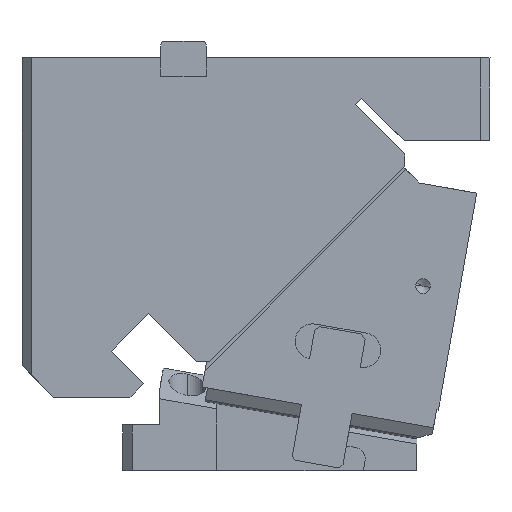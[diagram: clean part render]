
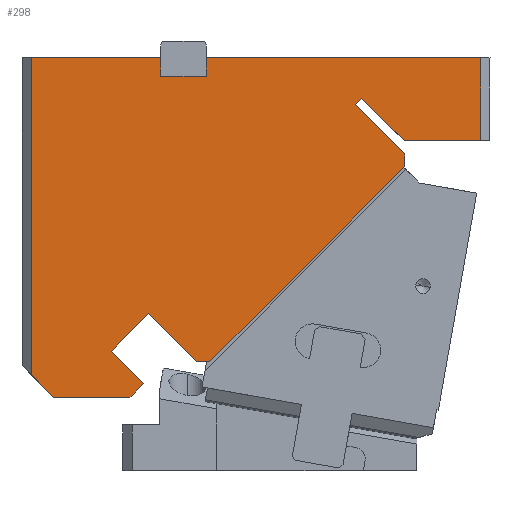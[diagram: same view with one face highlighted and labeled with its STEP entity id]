
A CAD part, front view. The second image highlights one B-rep face of the part: STEP entity #298.
In plain terms, the highlighted planar face has unit normal (0, -1, 0).
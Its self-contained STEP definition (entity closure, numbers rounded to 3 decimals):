
#117=CARTESIAN_POINT('Vertex',(-41.549,-42.5,77.662)) ;
#120=CARTESIAN_POINT('Line Origine',(-41.549,-42.5,74.127)) ;
#124=CARTESIAN_POINT('Vertex',(-41.549,-42.5,70.591)) ;
#140=CARTESIAN_POINT('Axis2P3D Location',(-250.,-42.5,130.)) ;
#145=CARTESIAN_POINT('Line Origine',(-94.582,-42.5,17.558)) ;
#149=CARTESIAN_POINT('Vertex',(-147.615,-42.5,-35.475)) ;
#152=CARTESIAN_POINT('Line Origine',(-54.984,-42.5,91.097)) ;
#156=CARTESIAN_POINT('Vertex',(-68.42,-42.5,104.532)) ;
#159=CARTESIAN_POINT('Line Origine',(-66.652,-42.5,106.3)) ;
#163=CARTESIAN_POINT('Vertex',(-64.884,-42.5,108.068)) ;
#166=CARTESIAN_POINT('Line Origine',(-53.35,-42.5,96.534)) ;
#170=CARTESIAN_POINT('Vertex',(-41.816,-42.5,85.)) ;
#173=CARTESIAN_POINT('Line Origine',(-20.908,-42.5,85.)) ;
#177=CARTESIAN_POINT('Vertex',(0.,-42.5,85.)) ;
#180=CARTESIAN_POINT('Line Origine',(0.,-42.5,107.5)) ;
#184=CARTESIAN_POINT('Vertex',(0.,-42.5,130.)) ;
#187=CARTESIAN_POINT('Line Origine',(-74.75,-42.5,130.)) ;
#191=CARTESIAN_POINT('Vertex',(-149.5,-42.5,130.)) ;
#194=CARTESIAN_POINT('Line Origine',(-149.5,-42.5,125.)) ;
#198=CARTESIAN_POINT('Vertex',(-149.5,-42.5,120.)) ;
#201=CARTESIAN_POINT('Line Origine',(-162.,-42.5,120.)) ;
#205=CARTESIAN_POINT('Vertex',(-174.5,-42.5,120.)) ;
#208=CARTESIAN_POINT('Line Origine',(-174.5,-42.5,125.)) ;
#212=CARTESIAN_POINT('Vertex',(-174.5,-42.5,130.)) ;
#215=CARTESIAN_POINT('Line Origine',(-209.75,-42.5,130.)) ;
#219=CARTESIAN_POINT('Vertex',(-245.,-42.5,130.)) ;
#222=CARTESIAN_POINT('Line Origine',(-245.,-42.5,43.629)) ;
#226=CARTESIAN_POINT('Vertex',(-245.,-42.5,-42.742)) ;
#229=CARTESIAN_POINT('Line Origine',(-238.871,-42.5,-48.871)) ;
#233=CARTESIAN_POINT('Vertex',(-232.742,-42.5,-55.)) ;
#236=CARTESIAN_POINT('Line Origine',(-211.962,-42.5,-55.)) ;
#240=CARTESIAN_POINT('Vertex',(-191.182,-42.5,-55.)) ;
#243=CARTESIAN_POINT('Line Origine',(-187.43,-42.5,-51.248)) ;
#247=CARTESIAN_POINT('Vertex',(-183.678,-42.5,-47.496)) ;
#250=CARTESIAN_POINT('Line Origine',(-192.517,-42.5,-38.657)) ;
#254=CARTESIAN_POINT('Vertex',(-201.356,-42.5,-29.818)) ;
#257=CARTESIAN_POINT('Line Origine',(-191.103,-42.5,-19.565)) ;
#261=CARTESIAN_POINT('Vertex',(-180.849,-42.5,-9.312)) ;
#264=CARTESIAN_POINT('Line Origine',(-167.768,-42.5,-22.393)) ;
#268=CARTESIAN_POINT('Vertex',(-154.687,-42.5,-35.475)) ;
#271=CARTESIAN_POINT('Line Origine',(-151.151,-42.5,-35.475)) ;
#121=DIRECTION('Vector Direction',(0.,0.,1.)) ;
#141=DIRECTION('Axis2P3D Direction',(0.,-1.,0.)) ;
#142=DIRECTION('Axis2P3D XDirection',(1.,0.,0.)) ;
#146=DIRECTION('Vector Direction',(0.707,0.,0.707)) ;
#153=DIRECTION('Vector Direction',(-0.707,0.,0.707)) ;
#160=DIRECTION('Vector Direction',(0.707,0.,0.707)) ;
#167=DIRECTION('Vector Direction',(0.707,0.,-0.707)) ;
#174=DIRECTION('Vector Direction',(1.,0.,0.)) ;
#181=DIRECTION('Vector Direction',(0.,0.,1.)) ;
#188=DIRECTION('Vector Direction',(-1.,0.,0.)) ;
#195=DIRECTION('Vector Direction',(0.,0.,1.)) ;
#202=DIRECTION('Vector Direction',(1.,0.,0.)) ;
#209=DIRECTION('Vector Direction',(0.,0.,1.)) ;
#216=DIRECTION('Vector Direction',(-1.,0.,0.)) ;
#223=DIRECTION('Vector Direction',(0.,0.,-1.)) ;
#230=DIRECTION('Vector Direction',(-0.707,0.,0.707)) ;
#237=DIRECTION('Vector Direction',(1.,0.,0.)) ;
#244=DIRECTION('Vector Direction',(-0.707,0.,-0.707)) ;
#251=DIRECTION('Vector Direction',(-0.707,0.,0.707)) ;
#258=DIRECTION('Vector Direction',(0.707,0.,0.707)) ;
#265=DIRECTION('Vector Direction',(-0.707,0.,0.707)) ;
#272=DIRECTION('Vector Direction',(1.,0.,0.)) ;
#143=AXIS2_PLACEMENT_3D('Plane Axis2P3D',#140,#141,#142) ;
#277=ORIENTED_EDGE('',*,*,#151,.T.) ;
#278=ORIENTED_EDGE('',*,*,#126,.T.) ;
#279=ORIENTED_EDGE('',*,*,#158,.T.) ;
#280=ORIENTED_EDGE('',*,*,#165,.T.) ;
#281=ORIENTED_EDGE('',*,*,#172,.T.) ;
#282=ORIENTED_EDGE('',*,*,#179,.T.) ;
#283=ORIENTED_EDGE('',*,*,#186,.T.) ;
#284=ORIENTED_EDGE('',*,*,#193,.T.) ;
#285=ORIENTED_EDGE('',*,*,#200,.F.) ;
#286=ORIENTED_EDGE('',*,*,#207,.F.) ;
#287=ORIENTED_EDGE('',*,*,#214,.T.) ;
#288=ORIENTED_EDGE('',*,*,#221,.T.) ;
#289=ORIENTED_EDGE('',*,*,#228,.T.) ;
#290=ORIENTED_EDGE('',*,*,#235,.F.) ;
#291=ORIENTED_EDGE('',*,*,#242,.T.) ;
#292=ORIENTED_EDGE('',*,*,#249,.F.) ;
#293=ORIENTED_EDGE('',*,*,#256,.T.) ;
#294=ORIENTED_EDGE('',*,*,#263,.T.) ;
#295=ORIENTED_EDGE('',*,*,#270,.F.) ;
#296=ORIENTED_EDGE('',*,*,#275,.T.) ;
#122=VECTOR('Line Direction',#121,1.) ;
#147=VECTOR('Line Direction',#146,1.) ;
#154=VECTOR('Line Direction',#153,1.) ;
#161=VECTOR('Line Direction',#160,1.) ;
#168=VECTOR('Line Direction',#167,1.) ;
#175=VECTOR('Line Direction',#174,1.) ;
#182=VECTOR('Line Direction',#181,1.) ;
#189=VECTOR('Line Direction',#188,1.) ;
#196=VECTOR('Line Direction',#195,1.) ;
#203=VECTOR('Line Direction',#202,1.) ;
#210=VECTOR('Line Direction',#209,1.) ;
#217=VECTOR('Line Direction',#216,1.) ;
#224=VECTOR('Line Direction',#223,1.) ;
#231=VECTOR('Line Direction',#230,1.) ;
#238=VECTOR('Line Direction',#237,1.) ;
#245=VECTOR('Line Direction',#244,1.) ;
#252=VECTOR('Line Direction',#251,1.) ;
#259=VECTOR('Line Direction',#258,1.) ;
#266=VECTOR('Line Direction',#265,1.) ;
#273=VECTOR('Line Direction',#272,1.) ;
#298=ADVANCED_FACE('CAM HOLDER',(#297),#144,.T.) ;
#126=EDGE_CURVE('',#125,#118,#123,.T.) ;
#151=EDGE_CURVE('',#150,#125,#148,.T.) ;
#158=EDGE_CURVE('',#118,#157,#155,.T.) ;
#165=EDGE_CURVE('',#157,#164,#162,.T.) ;
#172=EDGE_CURVE('',#164,#171,#169,.T.) ;
#179=EDGE_CURVE('',#171,#178,#176,.T.) ;
#186=EDGE_CURVE('',#178,#185,#183,.T.) ;
#193=EDGE_CURVE('',#185,#192,#190,.T.) ;
#200=EDGE_CURVE('',#199,#192,#197,.T.) ;
#207=EDGE_CURVE('',#206,#199,#204,.T.) ;
#214=EDGE_CURVE('',#206,#213,#211,.T.) ;
#221=EDGE_CURVE('',#213,#220,#218,.T.) ;
#228=EDGE_CURVE('',#220,#227,#225,.T.) ;
#235=EDGE_CURVE('',#234,#227,#232,.T.) ;
#242=EDGE_CURVE('',#234,#241,#239,.T.) ;
#249=EDGE_CURVE('',#248,#241,#246,.T.) ;
#256=EDGE_CURVE('',#248,#255,#253,.T.) ;
#263=EDGE_CURVE('',#255,#262,#260,.T.) ;
#270=EDGE_CURVE('',#269,#262,#267,.T.) ;
#275=EDGE_CURVE('',#269,#150,#274,.T.) ;
#276=EDGE_LOOP('',(#277,#278,#279,#280,#281,#282,#283,#284,#285,#286,#287,#288,#289,#290,#291,#292,#293,#294,#295,#296)) ;
#297=FACE_OUTER_BOUND('',#276,.T.) ;
#123=LINE('Line',#120,#122) ;
#148=LINE('Line',#145,#147) ;
#155=LINE('Line',#152,#154) ;
#162=LINE('Line',#159,#161) ;
#169=LINE('Line',#166,#168) ;
#176=LINE('Line',#173,#175) ;
#183=LINE('Line',#180,#182) ;
#190=LINE('Line',#187,#189) ;
#197=LINE('Line',#194,#196) ;
#204=LINE('Line',#201,#203) ;
#211=LINE('Line',#208,#210) ;
#218=LINE('Line',#215,#217) ;
#225=LINE('Line',#222,#224) ;
#232=LINE('Line',#229,#231) ;
#239=LINE('Line',#236,#238) ;
#246=LINE('Line',#243,#245) ;
#253=LINE('Line',#250,#252) ;
#260=LINE('Line',#257,#259) ;
#267=LINE('Line',#264,#266) ;
#274=LINE('Line',#271,#273) ;
#144=PLANE('Plane',#143) ;
#118=VERTEX_POINT('',#117) ;
#125=VERTEX_POINT('',#124) ;
#150=VERTEX_POINT('',#149) ;
#157=VERTEX_POINT('',#156) ;
#164=VERTEX_POINT('',#163) ;
#171=VERTEX_POINT('',#170) ;
#178=VERTEX_POINT('',#177) ;
#185=VERTEX_POINT('',#184) ;
#192=VERTEX_POINT('',#191) ;
#199=VERTEX_POINT('',#198) ;
#206=VERTEX_POINT('',#205) ;
#213=VERTEX_POINT('',#212) ;
#220=VERTEX_POINT('',#219) ;
#227=VERTEX_POINT('',#226) ;
#234=VERTEX_POINT('',#233) ;
#241=VERTEX_POINT('',#240) ;
#248=VERTEX_POINT('',#247) ;
#255=VERTEX_POINT('',#254) ;
#262=VERTEX_POINT('',#261) ;
#269=VERTEX_POINT('',#268) ;
